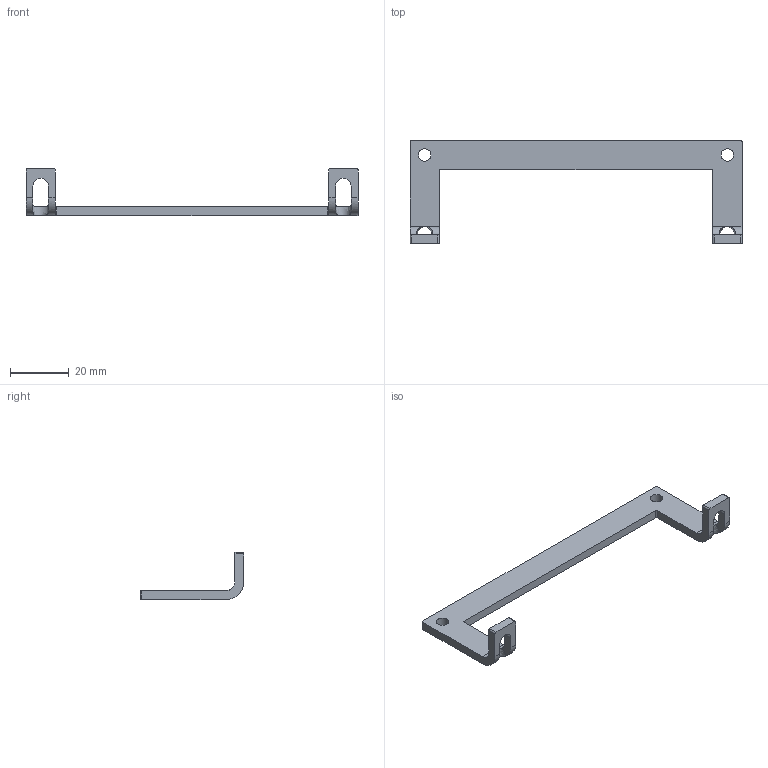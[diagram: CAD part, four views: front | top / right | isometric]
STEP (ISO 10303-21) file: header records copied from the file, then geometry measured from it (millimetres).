
FILE_DESCRIPTION(/* description */ (''),/* implementation_level */ '2;1');
FILE_NAME(/* name */ '28625.0_KDS-EMV-SAB_8-16.stp',/* time_stamp */ '2018-04-17T08:17:27+02:00',/* author */ (''),/* organization */ (''),/* preprocessor_version */ 'ST-DEVELOPER v16',/* originating_system */ 'SIEMENS PLM Software NX 10.0',/* authorisation */ '');
FILE_SCHEMA (('AP203_CONFIGURATION_CONTROLLED_3D_DESIGN_OF_MECHANICAL_PARTS_AND_ASSEMBLIES_MIM_LF { 1 0 10303 403 2 1 2}'));
Length unit declared in the file: millimetre
Products named in the file (1): 28625.0_KDS-EMV-SAB_8-16
Bounding box: 113 x 35.23 x 16 mm (x, y, z)
Volume: 5090.8 mm3; surface area: 4840.1 mm2
Topology: 1 solids, 1 shells, 36 faces, 116 edges, 78 vertices
Faces by surface type: plane 18, cylinder 16, bspline 2
Full cylindrical faces by diameter (mm): 4.2 x2
Entity records: 1508 total; most frequent: CARTESIAN_POINT 371, ORIENTED_EDGE 224, DIRECTION 218, EDGE_CURVE 112, VERTEX_POINT 76, AXIS2_PLACEMENT_3D 75, LINE 68, VECTOR 68
